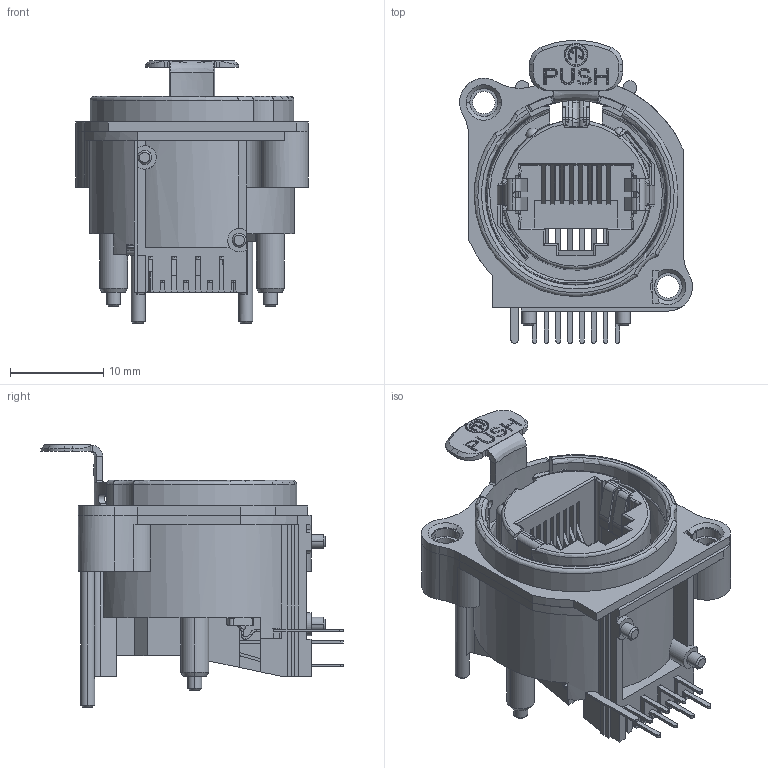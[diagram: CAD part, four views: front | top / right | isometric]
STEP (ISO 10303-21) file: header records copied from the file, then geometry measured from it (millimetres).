
FILE_DESCRIPTION((''),'2;1');
FILE_NAME('30011673_ASM','2024-08-02T14:31:59',('SYSTEM'),(''),'CREO PARAMETRIC BY PTC INC, 2023424','CREO PARAMETRIC BY PTC INC, 2023424','');
FILE_SCHEMA(('CONFIG_CONTROL_DESIGN'));
Length unit declared in the file: millimetre
Products named in the file (18): 91211711; 91412371-GENERIC; 91412373; 91412374; 91412375; 91412371_ASM; 91411752; 91411753; 91411754; 91411755; 91411751_ASM; 30009996; 30009997; 30009958_ASM; 91416131; 91210531; 30009670; 30011673_ASM
Assembly tree (17 placements, depth 4):
  30011673_ASM
    30009958_ASM
      91211711
      91412371_ASM
        91412371-GENERIC
        91412373
        91412374
        91412375
      91411751_ASM
        91411752
        91411753
        91411754
        91411755
      30009996
      30009997
    91416131
    91210531
    30009670
Bounding box: 25 x 32.49 x 28.16 mm (x, y, z)
Volume: 4022.5 mm3; surface area: 8544.1 mm2
Topology: 15 solids, 15 shells, 2004 faces, 5259 edges, 3278 vertices
Faces by surface type: plane 1465, cylinder 353, bspline 74, cone 68, torus 39, sphere 5
Entity records: 64318 total; most frequent: CARTESIAN_POINT 14975, ORIENTED_EDGE 10496, DIRECTION 9781, EDGE_CURVE 5248, VECTOR 4007, LINE 4007, VERTEX_POINT 3278, AXIS2_PLACEMENT_3D 2887
